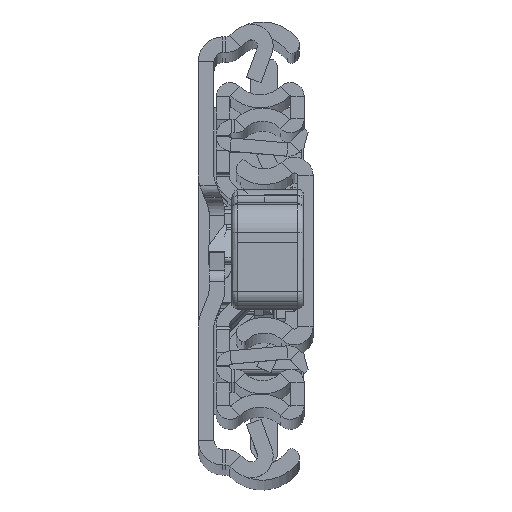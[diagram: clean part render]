
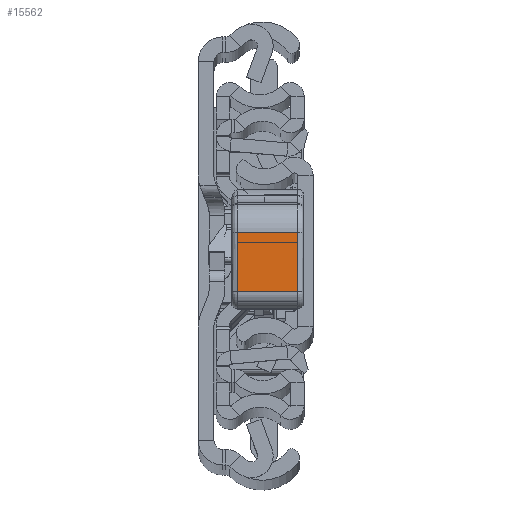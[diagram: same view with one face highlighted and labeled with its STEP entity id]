
A CAD part, top view. The second image highlights one B-rep face of the part: STEP entity #15562.
In plain terms, the highlighted face is planar.
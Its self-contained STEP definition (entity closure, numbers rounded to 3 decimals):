
#271 = VERTEX_POINT ( 'NONE', #10955 ) ;
#966 = DIRECTION ( 'NONE',  ( -0.027, -1., 0. ) ) ;
#2669 = AXIS2_PLACEMENT_3D ( 'NONE', #6036, #14166, #966 ) ;
#3339 = LINE ( 'NONE', #26705, #17272 ) ;
#3681 = ORIENTED_EDGE ( 'NONE', *, *, #3947, .T. ) ;
#3713 = VERTEX_POINT ( 'NONE', #4517 ) ;
#3831 = FACE_OUTER_BOUND ( 'NONE', #24754, .T. ) ;
#3947 = EDGE_CURVE ( 'NONE', #3713, #9822, #14128, .T. ) ;
#4109 = DIRECTION ( 'NONE',  ( 0.027, 1., 0. ) ) ;
#4517 = CARTESIAN_POINT ( 'NONE',  ( 39.818, -2.465, 10. ) ) ;
#6036 = CARTESIAN_POINT ( 'NONE',  ( 39.55, -12.274, 11. ) ) ;
#6787 = ORIENTED_EDGE ( 'NONE', *, *, #29651, .T. ) ;
#6937 = VECTOR ( 'NONE', #7850, 1000. ) ;
#7850 = DIRECTION ( 'NONE',  ( 0., 0., 1. ) ) ;
#9205 = CARTESIAN_POINT ( 'NONE',  ( 39.55, -12.274, 10. ) ) ;
#9232 = VERTEX_POINT ( 'NONE', #18633 ) ;
#9536 = CARTESIAN_POINT ( 'NONE',  ( 39.55, -12.274, 0. ) ) ;
#9822 = VERTEX_POINT ( 'NONE', #27616 ) ;
#10955 = CARTESIAN_POINT ( 'NONE',  ( 39.55, -12.274, 0. ) ) ;
#12260 = ORIENTED_EDGE ( 'NONE', *, *, #15519, .T. ) ;
#14128 = LINE ( 'NONE', #9205, #24806 ) ;
#14166 = DIRECTION ( 'NONE',  ( -1., 0.027, 0. ) ) ;
#14706 = EDGE_CURVE ( 'NONE', #9232, #3713, #20741, .T. ) ;
#15519 = EDGE_CURVE ( 'NONE', #9822, #271, #3339, .T. ) ;
#15562 = ADVANCED_FACE ( 'NONE', ( #3831 ), #24166, .F. ) ;
#17272 = VECTOR ( 'NONE', #31987, 1000. ) ;
#18633 = CARTESIAN_POINT ( 'NONE',  ( 39.818, -2.465, 0. ) ) ;
#19856 = ORIENTED_EDGE ( 'NONE', *, *, #14706, .T. ) ;
#20741 = LINE ( 'NONE', #31076, #6937 ) ;
#22069 = DIRECTION ( 'NONE',  ( -0.027, -1., 0. ) ) ;
#24166 = PLANE ( 'NONE',  #2669 ) ;
#24754 = EDGE_LOOP ( 'NONE', ( #12260, #6787, #19856, #3681 ) ) ;
#24806 = VECTOR ( 'NONE', #22069, 1000. ) ;
#26705 = CARTESIAN_POINT ( 'NONE',  ( 39.55, -12.274, 11. ) ) ;
#27616 = CARTESIAN_POINT ( 'NONE',  ( 39.55, -12.274, 10. ) ) ;
#29651 = EDGE_CURVE ( 'NONE', #271, #9232, #32931, .T. ) ;
#31076 = CARTESIAN_POINT ( 'NONE',  ( 39.818, -2.465, 11. ) ) ;
#31987 = DIRECTION ( 'NONE',  ( 0., 0., -1. ) ) ;
#32629 = VECTOR ( 'NONE', #4109, 1000. ) ;
#32931 = LINE ( 'NONE', #9536, #32629 ) ;
